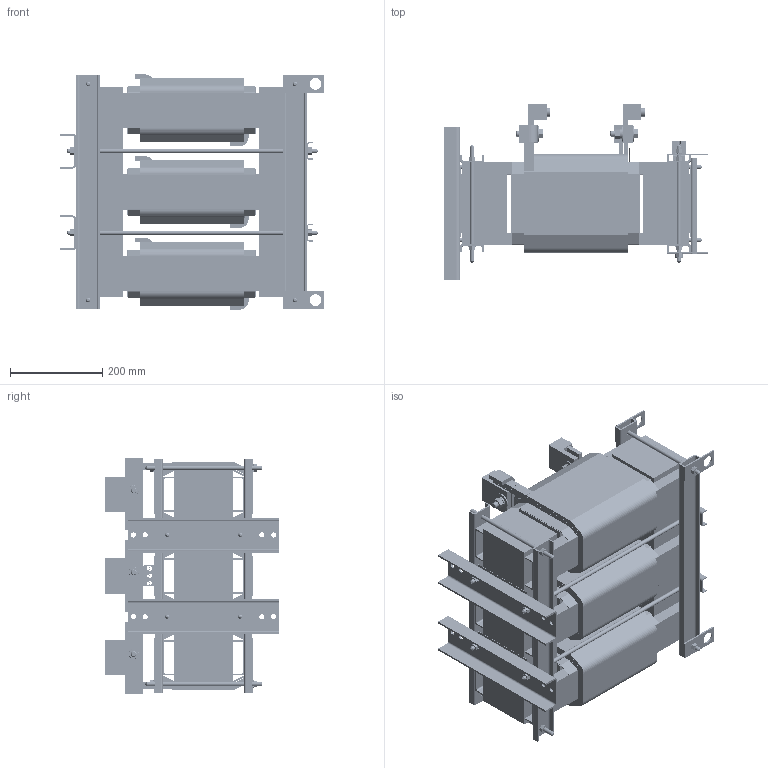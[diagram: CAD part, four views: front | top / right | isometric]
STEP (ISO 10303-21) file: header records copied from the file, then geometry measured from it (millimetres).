
FILE_DESCRIPTION(/* description */ (''),/* implementation_level */ '2;1');
FILE_NAME(/* name */ 'KLRUL500CPTMG.stp',/* time_stamp */ '2020-03-27T13:07:41-05:00',/* author */ ('jnelson'),/* organization */ (''),/* preprocessor_version */ 'ST-DEVELOPER v17',/* originating_system */ 'Autodesk Inventor 2019',/* authorisation */ '');
FILE_SCHEMA (('AUTOMOTIVE_DESIGN { 1 0 10303 214 3 1 1 }'));
Products named in the file (41): KLRUL600CPTMG; KTRMG600C; 24203; 24195; 24200; 28212; 23001; 24200 Wrap; 24195 Winding; 24195 Wrap; 31030; 31030_1; 31003 - Bracket; 22208; 12198; 28970; 15309; 11626; 14671; 4841; 22215; 20239; 29477-KTRMG362AMSX1; 28453; 28453_1; 11923insert; 11923-1; 11923-2; 11923-3; TS2 KTRMG362; TS1 KTRMG362; 14331 WIRING KTRMG362AMS; 30097- LARGE  BLANK  (REACTOR); 14331 WIRING KTRMG362AMS Short Bend; 11236; 10251 AND 1512; 10251; 1610 AND 1511 AND 1512; 1610; 1512 ...
Assembly tree (108 placements, depth 5):
  KLRUL600CPTMG
    KTRMG600C
      24203  x2
      24195  x3
        24200
          28212  x3
          23001  x2
          24200 Wrap
        24195 Winding
        24195 Wrap
      22208  x3
      31030
        31030_1
        31003 - Bracket
      12198  x4
      11626  x20
      28970  x4
      15309  x4
      14671  x2
      4841  x2
      22215  x4
      20239  x6
      29477-KTRMG362AMSX1
      28453
        28453_1
        11923insert  x3
          11923-1
          11923-2
          11923-3
      TS2 KTRMG362
      TS1 KTRMG362
      14331 WIRING KTRMG362AMS  x2
      14331 WIRING KTRMG362AMS Short Bend  x3
      30097- LARGE  BLANK  (REACTOR)
    11236  x6
    10251 AND 1512  x6
      10251
      1512
    1610 AND 1511 AND 1512  x6
      1610
      1512
      1511
Bounding box: 574.29 x 380.23 x 511.3 mm (x, y, z)
Volume: 32555659 mm3; surface area: 9609792.3 mm2
Topology: 435 solids, 435 shells, 12379 faces, 33683 edges, 22241 vertices
Faces by surface type: plane 7910, cylinder 4172, bspline 209, cone 60, torus 24, sphere 4
Full cylindrical faces by diameter (mm): 1.524 x12, 4.166 x2, 4.496 x6, 4.724 x2, 5.436 x2, 5.867 x6, 7.01 x6, 7.798 x20, 9.525 x8, 9.652 x4, 11.176 x20, 12.7 x12, 13.462 x6, 13.494 x6, 14.351 x12, 19.05 x18, 22.682 x12, 25.4 x4, 35.052 x12
Entity records: 129668 total; most frequent: CARTESIAN_POINT 25729, ORIENTED_EDGE 21692, DIRECTION 20442, EDGE_CURVE 10846, LINE 8246, VECTOR 8246, VERTEX_POINT 7200, AXIS2_PLACEMENT_3D 6098
